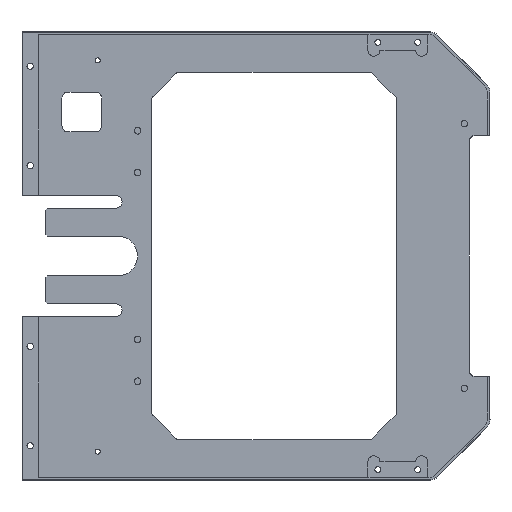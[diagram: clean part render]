
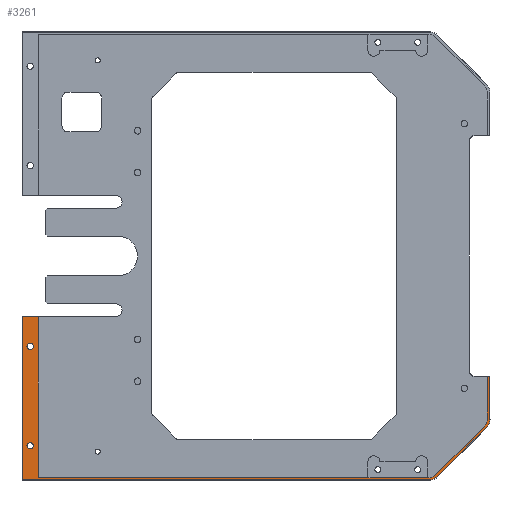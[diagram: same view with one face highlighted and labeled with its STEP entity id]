
A CAD part, front view. The second image highlights one B-rep face of the part: STEP entity #3261.
In plain terms, the highlighted planar face has unit normal (0, -1, 0).
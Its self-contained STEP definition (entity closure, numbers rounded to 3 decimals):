
#23=FACE_BOUND('',#461,.T.);
#24=FACE_BOUND('',#462,.T.);
#112=PLANE('',#3518);
#269=FACE_OUTER_BOUND('',#460,.T.);
#460=EDGE_LOOP('',(#2511,#2512,#2513,#2514,#2515,#2516,#2517,#2518,#2519,
#2520,#2521,#2522,#2523,#2524));
#461=EDGE_LOOP('',(#2525));
#462=EDGE_LOOP('',(#2526));
#620=CIRCLE('',#3436,1.6);
#621=CIRCLE('',#3438,1.6);
#644=CIRCLE('',#3485,5.8);
#645=CIRCLE('',#3488,5.8);
#649=CIRCLE('',#3500,5.);
#651=CIRCLE('',#3504,5.);
#769=LINE('',#4905,#1094);
#791=LINE('',#4973,#1116);
#796=LINE('',#4983,#1121);
#807=LINE('',#5031,#1132);
#844=LINE('',#5153,#1169);
#847=LINE('',#5161,#1172);
#848=LINE('',#5163,#1173);
#857=LINE('',#5190,#1182);
#861=LINE('',#5202,#1186);
#875=LINE('',#5237,#1200);
#1094=VECTOR('',#3767,10.);
#1116=VECTOR('',#3835,10.);
#1121=VECTOR('',#3842,10.);
#1132=VECTOR('',#3897,10.);
#1169=VECTOR('',#4024,10.);
#1172=VECTOR('',#4033,10.);
#1173=VECTOR('',#4036,10.);
#1182=VECTOR('',#4067,10.);
#1186=VECTOR('',#4079,10.);
#1200=VECTOR('',#4115,10.);
#1421=VERTEX_POINT('',#4902);
#1422=VERTEX_POINT('',#4904);
#1445=VERTEX_POINT('',#4972);
#1449=VERTEX_POINT('',#4981);
#1461=VERTEX_POINT('',#5018);
#1462=VERTEX_POINT('',#5022);
#1464=VERTEX_POINT('',#5030);
#1502=VERTEX_POINT('',#5145);
#1503=VERTEX_POINT('',#5147);
#1504=VERTEX_POINT('',#5151);
#1505=VERTEX_POINT('',#5155);
#1506=VERTEX_POINT('',#5159);
#1512=VERTEX_POINT('',#5185);
#1513=VERTEX_POINT('',#5189);
#1516=VERTEX_POINT('',#5197);
#1517=VERTEX_POINT('',#5201);
#1742=EDGE_CURVE('',#1422,#1421,#769,.T.);
#1776=EDGE_CURVE('',#1445,#1422,#791,.T.);
#1781=EDGE_CURVE('',#1421,#1449,#796,.T.);
#1798=EDGE_CURVE('',#1461,#1461,#620,.F.);
#1800=EDGE_CURVE('',#1462,#1462,#621,.F.);
#1803=EDGE_CURVE('',#1464,#1445,#807,.T.);
#1860=EDGE_CURVE('',#1503,#1502,#644,.T.);
#1863=EDGE_CURVE('',#1502,#1504,#844,.T.);
#1865=EDGE_CURVE('',#1504,#1505,#645,.T.);
#1867=EDGE_CURVE('',#1505,#1506,#847,.T.);
#1868=EDGE_CURVE('',#1449,#1503,#848,.T.);
#1879=EDGE_CURVE('',#1512,#1464,#649,.F.);
#1881=EDGE_CURVE('',#1513,#1512,#857,.T.);
#1885=EDGE_CURVE('',#1516,#1513,#651,.F.);
#1887=EDGE_CURVE('',#1517,#1516,#861,.T.);
#1906=EDGE_CURVE('',#1517,#1506,#875,.F.);
#2511=ORIENTED_EDGE('',*,*,#1803,.T.);
#2512=ORIENTED_EDGE('',*,*,#1776,.T.);
#2513=ORIENTED_EDGE('',*,*,#1742,.T.);
#2514=ORIENTED_EDGE('',*,*,#1781,.T.);
#2515=ORIENTED_EDGE('',*,*,#1868,.T.);
#2516=ORIENTED_EDGE('',*,*,#1860,.T.);
#2517=ORIENTED_EDGE('',*,*,#1863,.T.);
#2518=ORIENTED_EDGE('',*,*,#1865,.T.);
#2519=ORIENTED_EDGE('',*,*,#1867,.T.);
#2520=ORIENTED_EDGE('',*,*,#1906,.F.);
#2521=ORIENTED_EDGE('',*,*,#1887,.T.);
#2522=ORIENTED_EDGE('',*,*,#1885,.T.);
#2523=ORIENTED_EDGE('',*,*,#1881,.T.);
#2524=ORIENTED_EDGE('',*,*,#1879,.T.);
#2525=ORIENTED_EDGE('',*,*,#1798,.F.);
#2526=ORIENTED_EDGE('',*,*,#1800,.F.);
#3261=ADVANCED_FACE('',(#269,#23,#24),#112,.T.);
#3436=AXIS2_PLACEMENT_3D('',#5019,#3882,#3883);
#3438=AXIS2_PLACEMENT_3D('',#5023,#3887,#3888);
#3485=AXIS2_PLACEMENT_3D('',#5148,#4018,#4019);
#3488=AXIS2_PLACEMENT_3D('',#5157,#4028,#4029);
#3500=AXIS2_PLACEMENT_3D('',#5186,#4062,#4063);
#3504=AXIS2_PLACEMENT_3D('',#5198,#4074,#4075);
#3518=AXIS2_PLACEMENT_3D('',#5240,#4119,#4120);
#3767=DIRECTION('',(-1.,0.,0.));
#3835=DIRECTION('',(0.,0.,1.));
#3842=DIRECTION('',(0.,0.,-1.));
#3882=DIRECTION('center_axis',(0.,1.,0.));
#3883=DIRECTION('ref_axis',(-1.,0.,0.));
#3887=DIRECTION('center_axis',(0.,1.,0.));
#3888=DIRECTION('ref_axis',(-1.,0.,0.));
#3897=DIRECTION('',(-1.,0.,0.));
#4018=DIRECTION('center_axis',(0.,-1.,0.));
#4019=DIRECTION('ref_axis',(0.383,0.,-0.924));
#4024=DIRECTION('',(0.707,0.,0.707));
#4028=DIRECTION('center_axis',(0.,-1.,0.));
#4029=DIRECTION('ref_axis',(0.924,0.,-0.383));
#4033=DIRECTION('',(0.,0.,1.));
#4036=DIRECTION('',(1.,0.,0.));
#4062=DIRECTION('center_axis',(0.,-1.,0.));
#4063=DIRECTION('ref_axis',(0.383,0.,-0.924));
#4067=DIRECTION('',(-0.707,0.,-0.707));
#4074=DIRECTION('center_axis',(0.,-1.,0.));
#4075=DIRECTION('ref_axis',(0.924,0.,-0.383));
#4079=DIRECTION('',(0.,0.,-1.));
#4115=DIRECTION('',(-1.,0.,0.));
#4119=DIRECTION('center_axis',(0.,-1.,0.));
#4120=DIRECTION('ref_axis',(0.,0.,
-1.));
#4902=CARTESIAN_POINT('',(-145.763,182.289,-27.566));
#4904=CARTESIAN_POINT('',(-137.553,182.289,-27.566));
#4905=CARTESIAN_POINT('',(-36.653,182.289,-27.566));
#4972=CARTESIAN_POINT('',(-137.553,182.289,-108.566));
#4973=CARTESIAN_POINT('',(-137.553,182.289,114.434));
#4981=CARTESIAN_POINT('',(-145.763,182.289,-109.766));
#4983=CARTESIAN_POINT('',(-145.763,182.289,60.434));
#5018=CARTESIAN_POINT('',(-140.053,182.289,-92.566));
#5019=CARTESIAN_POINT('Origin',(-141.653,182.289,-92.566));
#5022=CARTESIAN_POINT('',(-140.053,182.289,-42.566));
#5023=CARTESIAN_POINT('Origin',(-141.653,182.289,-42.566));
#5030=CARTESIAN_POINT('',(58.933,182.289,-108.566));
#5031=CARTESIAN_POINT('',(-144.653,182.289,-108.566));
#5145=CARTESIAN_POINT('',(63.199,182.289,-108.067));
#5147=CARTESIAN_POINT('',(59.098,182.289,-109.766));
#5148=CARTESIAN_POINT('Origin',(59.098,182.289,-103.966));
#5151=CARTESIAN_POINT('',(87.848,182.289,-83.418));
#5153=CARTESIAN_POINT('',(72.399,182.289,-98.868));
#5155=CARTESIAN_POINT('',(89.547,182.289,-79.317));
#5157=CARTESIAN_POINT('Origin',(83.747,182.289,-79.317));
#5159=CARTESIAN_POINT('',(89.547,182.289,-57.654));
#5161=CARTESIAN_POINT('',(89.547,182.289,-54.566));
#5163=CARTESIAN_POINT('',(-81.153,182.289,-109.766));
#5185=CARTESIAN_POINT('',(62.468,182.289,-107.101));
#5186=CARTESIAN_POINT('Origin',(58.933,182.289,-103.566));
#5189=CARTESIAN_POINT('',(86.882,182.289,-82.687));
#5190=CARTESIAN_POINT('',(86.882,182.289,-82.687));
#5197=CARTESIAN_POINT('',(88.347,182.289,-79.152));
#5198=CARTESIAN_POINT('Origin',(83.347,182.289,-79.152));
#5201=CARTESIAN_POINT('',(88.347,182.289,-57.654));
#5202=CARTESIAN_POINT('',(88.347,182.289,85.02));
#5237=CARTESIAN_POINT('',(26.847,182.289,-57.654));
#5240=CARTESIAN_POINT('Origin',(-30.653,182.289,2.934));
